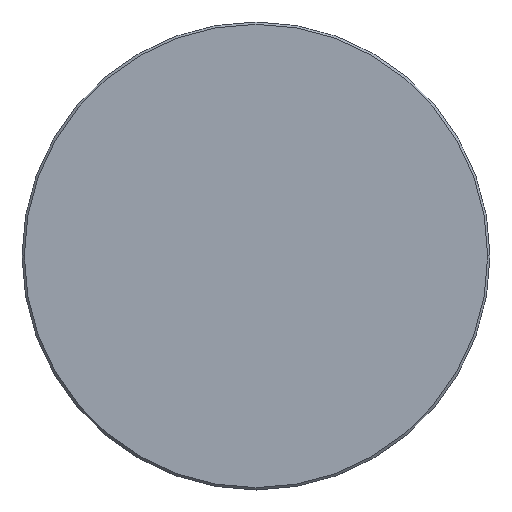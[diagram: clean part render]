
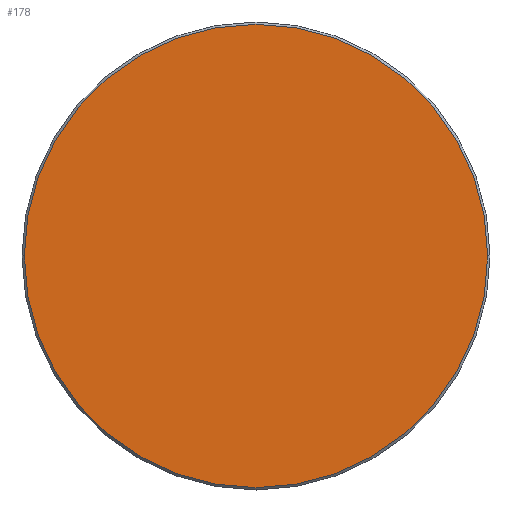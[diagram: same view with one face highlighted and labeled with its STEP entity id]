
A CAD part, top view. The second image highlights one B-rep face of the part: STEP entity #178.
In plain terms, the highlighted planar face has unit normal (0, 0, 1).
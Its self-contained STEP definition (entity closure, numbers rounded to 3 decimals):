
#31 = ORIENTED_EDGE ( 'NONE', *, *, #204, .T. ) ;
#32 = DIRECTION ( 'NONE',  ( -1., 0., 0. ) ) ;
#39 = AXIS2_PLACEMENT_3D ( 'NONE', #99, #182, #56 ) ;
#54 = DIRECTION ( 'NONE',  ( -1., 0., 0. ) ) ;
#56 = DIRECTION ( 'NONE',  ( -1., 0., 0. ) ) ;
#81 = CARTESIAN_POINT ( 'NONE',  ( 0., 0., 0. ) ) ;
#96 = CARTESIAN_POINT ( 'NONE',  ( 25.15, 0., 0. ) ) ;
#99 = CARTESIAN_POINT ( 'NONE',  ( 0., 0., 0. ) ) ;
#104 = CIRCLE ( 'NONE', #39, 25.15 ) ;
#114 = ORIENTED_EDGE ( 'NONE', *, *, #177, .T. ) ;
#133 = CARTESIAN_POINT ( 'NONE',  ( 0., 0., 0. ) ) ;
#143 = DIRECTION ( 'NONE',  ( 0., 0., -1. ) ) ;
#154 = CIRCLE ( 'NONE', #200, 25.15 ) ;
#161 = DIRECTION ( 'NONE',  ( 0., 0., 1. ) ) ;
#173 = VERTEX_POINT ( 'NONE', #96 ) ;
#177 = EDGE_CURVE ( 'NONE', #173, #224, #154, .T. ) ;
#178 = ADVANCED_FACE ( 'NONE', ( #207 ), #213, .F. ) ;
#181 = CARTESIAN_POINT ( 'NONE',  ( -25.15, 0., 0. ) ) ;
#182 = DIRECTION ( 'NONE',  ( 0., 0., 1. ) ) ;
#200 = AXIS2_PLACEMENT_3D ( 'NONE', #81, #161, #32 ) ;
#204 = EDGE_CURVE ( 'NONE', #224, #173, #104, .T. ) ;
#207 = FACE_OUTER_BOUND ( 'NONE', #263, .T. ) ;
#213 = PLANE ( 'NONE',  #253 ) ;
#224 = VERTEX_POINT ( 'NONE', #181 ) ;
#253 = AXIS2_PLACEMENT_3D ( 'NONE', #133, #143, #54 ) ;
#263 = EDGE_LOOP ( 'NONE', ( #31, #114 ) ) ;
